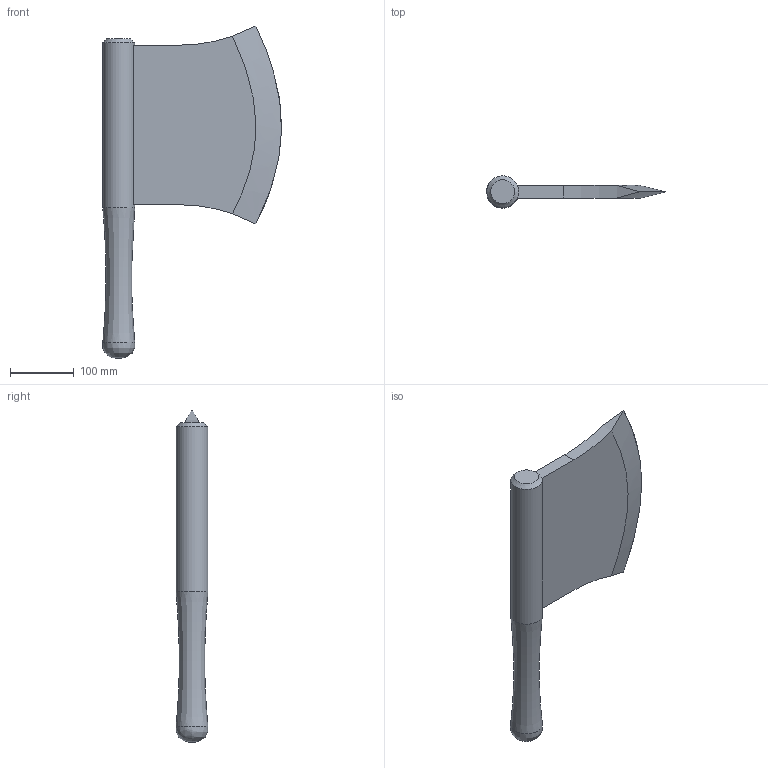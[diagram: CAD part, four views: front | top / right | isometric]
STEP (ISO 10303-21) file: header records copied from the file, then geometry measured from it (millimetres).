
FILE_DESCRIPTION(/* description */ (''),/* implementation_level */ '2;1');
FILE_NAME(/* name */ 'gyomei axe v0.step',/* time_stamp */ '2024-07-11T18:41:25-04:00',/* author */ (''),/* organization */ (''),/* preprocessor_version */ 'ST-DEVELOPER v20',/* originating_system */ 'Autodesk Translation Framework v13.14.0.145',/* authorisation */ '');
FILE_SCHEMA (('AUTOMOTIVE_DESIGN { 1 0 10303 214 3 1 1 }'));
Length unit declared in the file: millimetre
Products named in the file (1): gyomei axe
Bounding box: 280.47 x 50 x 520 mm (x, y, z)
Volume: 1906195.7 mm3; surface area: 254318.5 mm2
Topology: 3 solids, 3 shells, 41 faces, 95 edges, 63 vertices
Faces by surface type: plane 28, cylinder 7, bspline 5, cone 1
Full cylindrical faces by diameter (mm): 50 x1
Entity records: 1572 total; most frequent: CARTESIAN_POINT 615, ORIENTED_EDGE 190, DIRECTION 182, EDGE_CURVE 95, LINE 64, VECTOR 64, VERTEX_POINT 63, AXIS2_PLACEMENT_3D 59
